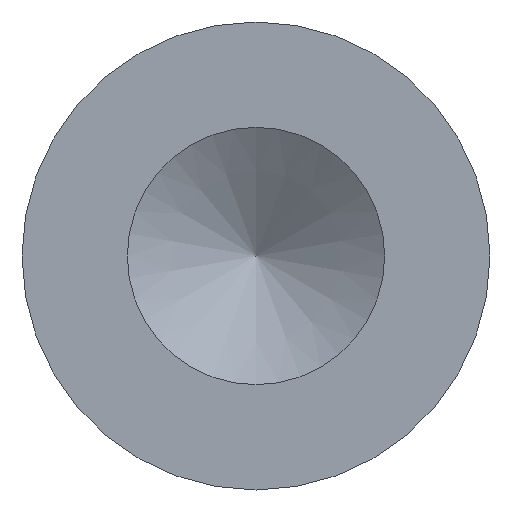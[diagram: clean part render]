
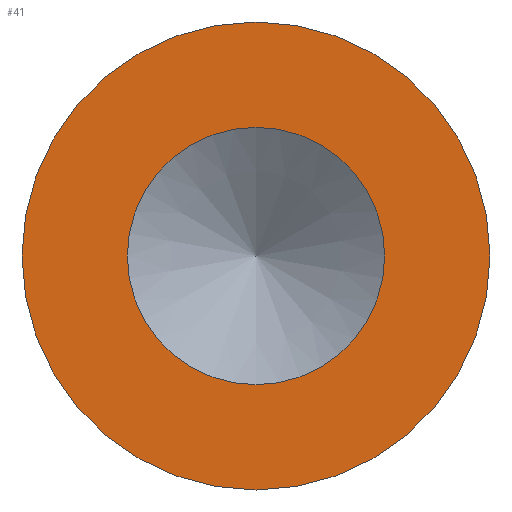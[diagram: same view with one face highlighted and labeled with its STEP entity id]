
A CAD part, front view. The second image highlights one B-rep face of the part: STEP entity #41.
In plain terms, the highlighted planar face has unit normal (0, -1, 0).
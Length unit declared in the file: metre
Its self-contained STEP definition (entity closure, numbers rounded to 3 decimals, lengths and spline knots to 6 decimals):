
#41 = ADVANCED_FACE( 'NONE', ( #84, #85 ), #86, .F. );
#84 = FACE_OUTER_BOUND( '', #127, .T. );
#85 = FACE_BOUND( '', #128, .T. );
#86 = PLANE( '', #129 );
#127 = EDGE_LOOP( '', ( #172 ) );
#128 = EDGE_LOOP( '', ( #173 ) );
#129 = AXIS2_PLACEMENT_3D( '', #174, #175, #176 );
#172 = ORIENTED_EDGE( '', *, *, #213, .F. );
#173 = ORIENTED_EDGE( '', *, *, #208, .F. );
#174 = CARTESIAN_POINT( '', ( 0., 0., 0. ) );
#175 = DIRECTION( '', ( 0., 1., 0. ) );
#176 = DIRECTION( '', ( 1., 0., 0. ) );
#208 = EDGE_CURVE( 'NONE', #229, #229, #230, .T. );
#213 = EDGE_CURVE( 'NONE', #237, #237, #238, .T. );
#229 = VERTEX_POINT( '', #254 );
#230 = CIRCLE( '', #255, 0.00165 );
#237 = VERTEX_POINT( '', #262 );
#238 = CIRCLE( '', #263, 0.003 );
#254 = CARTESIAN_POINT( '', ( 0., 0., -0.00165 ) );
#255 = AXIS2_PLACEMENT_3D( '', #279, #280, #281 );
#262 = CARTESIAN_POINT( '', ( 0., 0., 0.003 ) );
#263 = AXIS2_PLACEMENT_3D( '', #288, #289, #290 );
#279 = CARTESIAN_POINT( '', ( 0., 0., 0. ) );
#280 = DIRECTION( '', ( 0., -1., 0. ) );
#281 = DIRECTION( '', ( 0., 0., -1. ) );
#288 = CARTESIAN_POINT( '', ( 0., 0., 0. ) );
#289 = DIRECTION( '', ( 0., 1., 0. ) );
#290 = DIRECTION( '', ( 0., 0., 1. ) );
